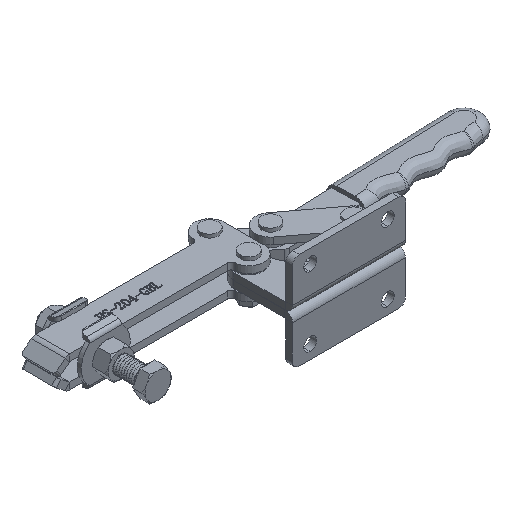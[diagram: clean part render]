
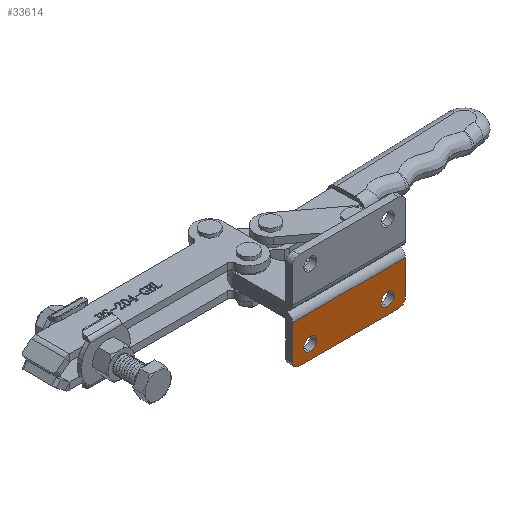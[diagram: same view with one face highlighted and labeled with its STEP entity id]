
A CAD part, isometric view. The second image highlights one B-rep face of the part: STEP entity #33614.
In plain terms, the highlighted planar face has unit normal (0, -1, 0).
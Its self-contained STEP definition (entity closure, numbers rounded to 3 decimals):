
#717 = CARTESIAN_POINT ( 'NONE',  ( 0., -5., -5. ) ) ;
#760 = DIRECTION ( 'NONE',  ( 0., 0., 1. ) ) ;
#765 = DIRECTION ( 'NONE',  ( 0., 1., 0. ) ) ;
#766 = CARTESIAN_POINT ( 'NONE',  ( 70., -5., -25.5 ) ) ;
#778 = DIRECTION ( 'NONE',  ( 0., 0., 1. ) ) ;
#1041 = CIRCLE ( 'NONE', #34956, 5. ) ;
#1090 = VECTOR ( 'NONE', #36946, 1000. ) ;
#1093 = LINE ( 'NONE', #36944, #1090 ) ;
#1139 = CIRCLE ( 'NONE', #34950, 5. ) ;
#1154 = DIRECTION ( 'NONE',  ( 0., 0., -1. ) ) ;
#1156 = CARTESIAN_POINT ( 'NONE',  ( 83., -5., -30.5 ) ) ;
#1956 = DIRECTION ( 'NONE',  ( 0., 0., 1. ) ) ;
#1961 = DIRECTION ( 'NONE',  ( 0., 1., 0. ) ) ;
#1963 = CARTESIAN_POINT ( 'NONE',  ( 13., -5., -25.5 ) ) ;
#2137 = DIRECTION ( 'NONE',  ( 0., 0., 1. ) ) ;
#2138 = DIRECTION ( 'NONE',  ( 0., 1., 0. ) ) ;
#2139 = CARTESIAN_POINT ( 'NONE',  ( 70., -5., -25.5 ) ) ;
#2780 = VECTOR ( 'NONE', #36485, 1000. ) ;
#2783 = LINE ( 'NONE', #36484, #2780 ) ;
#2838 = CIRCLE ( 'NONE', #39577, 4.75 ) ;
#2852 = LINE ( 'NONE', #1156, #2924 ) ;
#2887 = CIRCLE ( 'NONE', #39585, 4.75 ) ;
#2924 = VECTOR ( 'NONE', #1154, 1000. ) ;
#3276 = VECTOR ( 'NONE', #778, 1000. ) ;
#3279 = LINE ( 'NONE', #717, #3276 ) ;
#3300 = CIRCLE ( 'NONE', #39600, 4.75 ) ;
#3391 = CIRCLE ( 'NONE', #39591, 4.75 ) ;
#5640 = FACE_OUTER_BOUND ( 'NONE', #24077, .T. ) ;
#5657 = FACE_BOUND ( 'NONE', #24229, .T. ) ;
#5674 = FACE_BOUND ( 'NONE', #24099, .T. ) ;
#18818 = DIRECTION ( 'NONE',  ( 0., 0., -1. ) ) ;
#18819 = PLANE ( 'NONE',  #38823 ) ;
#18825 = CARTESIAN_POINT ( 'NONE',  ( 5., -5., -30.5 ) ) ;
#18851 = DIRECTION ( 'NONE',  ( 0., -1., 0. ) ) ;
#21776 = CARTESIAN_POINT ( 'NONE',  ( 5., -5., -35.5 ) ) ;
#21923 = CARTESIAN_POINT ( 'NONE',  ( 70., -5., -20.75 ) ) ;
#21931 = CARTESIAN_POINT ( 'NONE',  ( 13., -5., -20.75 ) ) ;
#22537 = CARTESIAN_POINT ( 'NONE',  ( 83., -5., -30.5 ) ) ;
#22568 = CARTESIAN_POINT ( 'NONE',  ( 70., -5., -30.25 ) ) ;
#22600 = CARTESIAN_POINT ( 'NONE',  ( 0., -5., -5.5 ) ) ;
#22621 = CARTESIAN_POINT ( 'NONE',  ( 78., -5., -35.5 ) ) ;
#22801 = CARTESIAN_POINT ( 'NONE',  ( 83., -5., -5.5 ) ) ;
#22819 = CARTESIAN_POINT ( 'NONE',  ( 0., -5., -30.5 ) ) ;
#23627 = CARTESIAN_POINT ( 'NONE',  ( 13., -5., -30.25 ) ) ;
#24077 = EDGE_LOOP ( 'NONE', ( #25813, #25812, #25811, #25810, #25809, #25808 ) ) ;
#24099 = EDGE_LOOP ( 'NONE', ( #25815, #25814 ) ) ;
#24229 = EDGE_LOOP ( 'NONE', ( #25817, #25816 ) ) ;
#25808 = ORIENTED_EDGE ( 'NONE', *, *, #37856, .F. ) ;
#25809 = ORIENTED_EDGE ( 'NONE', *, *, #37767, .F. ) ;
#25810 = ORIENTED_EDGE ( 'NONE', *, *, #37915, .F. ) ;
#25811 = ORIENTED_EDGE ( 'NONE', *, *, #37516, .F. ) ;
#25812 = ORIENTED_EDGE ( 'NONE', *, *, #37884, .T. ) ;
#25813 = ORIENTED_EDGE ( 'NONE', *, *, #37377, .F. ) ;
#25814 = ORIENTED_EDGE ( 'NONE', *, *, #37335, .T. ) ;
#25815 = ORIENTED_EDGE ( 'NONE', *, *, #37436, .T. ) ;
#25816 = ORIENTED_EDGE ( 'NONE', *, *, #37360, .T. ) ;
#25817 = ORIENTED_EDGE ( 'NONE', *, *, #37507, .T. ) ;
#26208 = VERTEX_POINT ( 'NONE', #22819 ) ;
#26221 = VERTEX_POINT ( 'NONE', #22801 ) ;
#26376 = VERTEX_POINT ( 'NONE', #22537 ) ;
#26694 = VERTEX_POINT ( 'NONE', #23627 ) ;
#28563 = VERTEX_POINT ( 'NONE', #22621 ) ;
#28567 = VERTEX_POINT ( 'NONE', #22600 ) ;
#28648 = VERTEX_POINT ( 'NONE', #21931 ) ;
#28744 = VERTEX_POINT ( 'NONE', #22568 ) ;
#28990 = VERTEX_POINT ( 'NONE', #21923 ) ;
#29105 = VERTEX_POINT ( 'NONE', #21776 ) ;
#33614 = ADVANCED_FACE ( 'NONE', ( #5657, #5674, #5640 ), #18819, .T. ) ;
#34950 = AXIS2_PLACEMENT_3D ( 'NONE', #36817, #36818, #36819 ) ;
#34956 = AXIS2_PLACEMENT_3D ( 'NONE', #37080, #37081, #37082 ) ;
#36484 = CARTESIAN_POINT ( 'NONE',  ( 5., -5., -35.5 ) ) ;
#36485 = DIRECTION ( 'NONE',  ( -1., 0., 0. ) ) ;
#36817 = CARTESIAN_POINT ( 'NONE',  ( 78., -5., -30.5 ) ) ;
#36818 = DIRECTION ( 'NONE',  ( 0., 1., 0. ) ) ;
#36819 = DIRECTION ( 'NONE',  ( 0., 0., -1. ) ) ;
#36944 = CARTESIAN_POINT ( 'NONE',  ( 5., -5., -5.5 ) ) ;
#36946 = DIRECTION ( 'NONE',  ( -1., 0., 0. ) ) ;
#37080 = CARTESIAN_POINT ( 'NONE',  ( 5., -5., -30.5 ) ) ;
#37081 = DIRECTION ( 'NONE',  ( 0., 1., 0. ) ) ;
#37082 = DIRECTION ( 'NONE',  ( 0., 0., -1. ) ) ;
#37335 = EDGE_CURVE ( 'NONE', #28744, #28990, #2838, .T. ) ;
#37360 = EDGE_CURVE ( 'NONE', #26694, #28648, #2887, .T. ) ;
#37377 = EDGE_CURVE ( 'NONE', #26221, #26376, #2852, .T. ) ;
#37436 = EDGE_CURVE ( 'NONE', #28990, #28744, #3391, .T. ) ;
#37507 = EDGE_CURVE ( 'NONE', #28648, #26694, #3300, .T. ) ;
#37516 = EDGE_CURVE ( 'NONE', #26208, #28567, #3279, .T. ) ;
#37767 = EDGE_CURVE ( 'NONE', #28563, #29105, #2783, .T. ) ;
#37856 = EDGE_CURVE ( 'NONE', #26376, #28563, #1139, .T. ) ;
#37884 = EDGE_CURVE ( 'NONE', #26221, #28567, #1093, .T. ) ;
#37915 = EDGE_CURVE ( 'NONE', #29105, #26208, #1041, .T. ) ;
#38823 = AXIS2_PLACEMENT_3D ( 'NONE', #18825, #18851, #18818 ) ;
#39577 = AXIS2_PLACEMENT_3D ( 'NONE', #2139, #2138, #2137 ) ;
#39585 = AXIS2_PLACEMENT_3D ( 'NONE', #1963, #1961, #1956 ) ;
#39591 = AXIS2_PLACEMENT_3D ( 'NONE', #766, #765, #760 ) ;
#39600 = AXIS2_PLACEMENT_3D ( 'NONE', #42305, #42275, #42278 ) ;
#42275 = DIRECTION ( 'NONE',  ( 0., 1., 0. ) ) ;
#42278 = DIRECTION ( 'NONE',  ( 0., 0., 1. ) ) ;
#42305 = CARTESIAN_POINT ( 'NONE',  ( 13., -5., -25.5 ) ) ;
